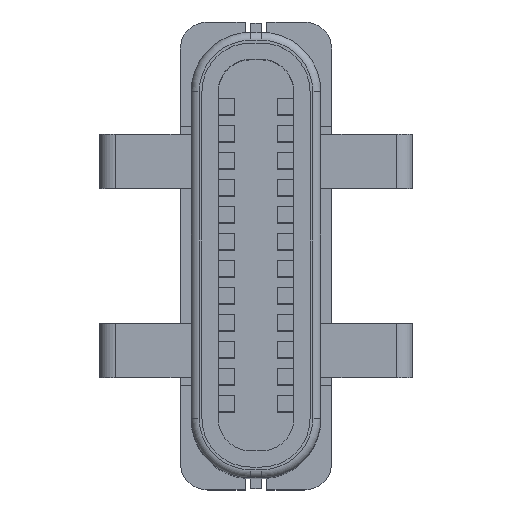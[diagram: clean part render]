
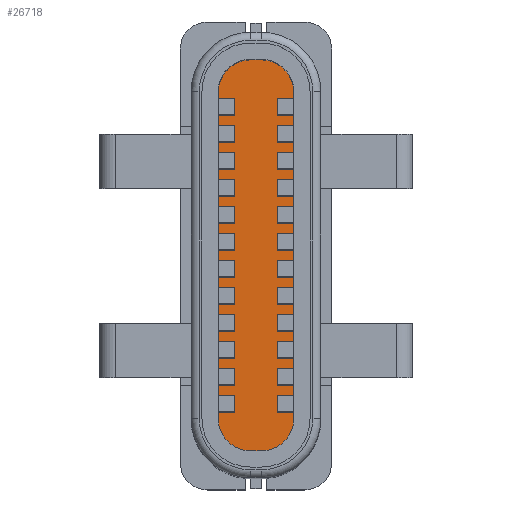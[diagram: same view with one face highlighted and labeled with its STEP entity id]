
A CAD part, top view. The second image highlights one B-rep face of the part: STEP entity #26718.
In plain terms, the highlighted planar face has unit normal (0, 0, 1).
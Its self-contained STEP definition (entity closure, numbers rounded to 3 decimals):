
#522 = AXIS2_PLACEMENT_3D ( 'NONE', #37087, #8764, #35033 ) ;
#2356 = AXIS2_PLACEMENT_3D ( 'NONE', #5747, #18126, #39849 ) ;
#2582 = DIRECTION ( 'NONE',  ( 0., 0., 1. ) ) ;
#2881 = DIRECTION ( 'NONE',  ( 0., 0., 1. ) ) ;
#2982 = VERTEX_POINT ( 'NONE', #17985 ) ;
#3238 = ORIENTED_EDGE ( 'NONE', *, *, #4086, .T. ) ;
#4086 = EDGE_CURVE ( 'NONE', #12683, #26052, #12896, .T. ) ;
#4116 = LINE ( 'NONE', #9912, #13216 ) ;
#5721 = FACE_OUTER_BOUND ( 'NONE', #18521, .T. ) ;
#5747 = CARTESIAN_POINT ( 'NONE',  ( 0.1, -3.025, 3.8 ) ) ;
#8599 = CARTESIAN_POINT ( 'NONE',  ( -0.1, -3.625, 3.8 ) ) ;
#8764 = DIRECTION ( 'NONE',  ( 0., 0., 1. ) ) ;
#9318 = ORIENTED_EDGE ( 'NONE', *, *, #32470, .T. ) ;
#9677 = VERTEX_POINT ( 'NONE', #13581 ) ;
#9912 = CARTESIAN_POINT ( 'NONE',  ( -0.7, 3.025, 3.8 ) ) ;
#10391 = DIRECTION ( 'NONE',  ( -1., 0., 0. ) ) ;
#10948 = ORIENTED_EDGE ( 'NONE', *, *, #31171, .T. ) ;
#11326 = VERTEX_POINT ( 'NONE', #24984 ) ;
#11525 = EDGE_CURVE ( 'NONE', #15535, #21396, #27158, .T. ) ;
#12283 = AXIS2_PLACEMENT_3D ( 'NONE', #18279, #2881, #15464 ) ;
#12673 = VERTEX_POINT ( 'NONE', #35111 ) ;
#12683 = VERTEX_POINT ( 'NONE', #26340 ) ;
#12896 = LINE ( 'NONE', #32718, #31570 ) ;
#13216 = VECTOR ( 'NONE', #16699, 1000. ) ;
#13581 = CARTESIAN_POINT ( 'NONE',  ( 0.7, 3.025, 3.8 ) ) ;
#14392 = LINE ( 'NONE', #36516, #32633 ) ;
#14639 = CIRCLE ( 'NONE', #27121, 0.6 ) ;
#15033 = DIRECTION ( 'NONE',  ( 0., 0., 1. ) ) ;
#15464 = DIRECTION ( 'NONE',  ( 1., 0., 0. ) ) ;
#15535 = VERTEX_POINT ( 'NONE', #18354 ) ;
#16049 = AXIS2_PLACEMENT_3D ( 'NONE', #40377, #2582, #33550 ) ;
#16699 = DIRECTION ( 'NONE',  ( 0., -1., 0. ) ) ;
#17985 = CARTESIAN_POINT ( 'NONE',  ( 0.7, -3.025, 3.8 ) ) ;
#18126 = DIRECTION ( 'NONE',  ( 0., 0., 1. ) ) ;
#18279 = CARTESIAN_POINT ( 'NONE',  ( -0.1, 3.025, 3.8 ) ) ;
#18354 = CARTESIAN_POINT ( 'NONE',  ( -0.1, -3.625, 3.8 ) ) ;
#18521 = EDGE_LOOP ( 'NONE', ( #3238, #19055, #9318, #29860, #26894, #36968, #25903, #10948 ) ) ;
#18820 = CARTESIAN_POINT ( 'NONE',  ( -0.1, 3.625, 3.8 ) ) ;
#19055 = ORIENTED_EDGE ( 'NONE', *, *, #39746, .T. ) ;
#20743 = DIRECTION ( 'NONE',  ( 0., 1., 0. ) ) ;
#21396 = VERTEX_POINT ( 'NONE', #29303 ) ;
#21950 = CIRCLE ( 'NONE', #16049, 0.6 ) ;
#24984 = CARTESIAN_POINT ( 'NONE',  ( -0.7, 3.025, 3.8 ) ) ;
#25730 = EDGE_CURVE ( 'NONE', #2982, #9677, #14392, .T. ) ;
#25903 = ORIENTED_EDGE ( 'NONE', *, *, #25730, .T. ) ;
#26052 = VERTEX_POINT ( 'NONE', #18820 ) ;
#26175 = EDGE_CURVE ( 'NONE', #21396, #2982, #35997, .T. ) ;
#26340 = CARTESIAN_POINT ( 'NONE',  ( 0.1, 3.625, 3.8 ) ) ;
#26718 = ADVANCED_FACE ( 'NONE', ( #5721 ), #37551, .T. ) ;
#26894 = ORIENTED_EDGE ( 'NONE', *, *, #11525, .T. ) ;
#27121 = AXIS2_PLACEMENT_3D ( 'NONE', #40681, #15033, #27592 ) ;
#27158 = LINE ( 'NONE', #8599, #40595 ) ;
#27592 = DIRECTION ( 'NONE',  ( 1., 0., 0. ) ) ;
#29303 = CARTESIAN_POINT ( 'NONE',  ( 0.1, -3.625, 3.8 ) ) ;
#29860 = ORIENTED_EDGE ( 'NONE', *, *, #36730, .T. ) ;
#31171 = EDGE_CURVE ( 'NONE', #9677, #12683, #14639, .T. ) ;
#31570 = VECTOR ( 'NONE', #10391, 1000. ) ;
#32470 = EDGE_CURVE ( 'NONE', #11326, #12673, #4116, .T. ) ;
#32633 = VECTOR ( 'NONE', #20743, 1000. ) ;
#32718 = CARTESIAN_POINT ( 'NONE',  ( 0.1, 3.625, 3.8 ) ) ;
#33550 = DIRECTION ( 'NONE',  ( 1., 0., 0. ) ) ;
#35033 = DIRECTION ( 'NONE',  ( 1., 0., 0. ) ) ;
#35111 = CARTESIAN_POINT ( 'NONE',  ( -0.7, -3.025, 3.8 ) ) ;
#35997 = CIRCLE ( 'NONE', #2356, 0.6 ) ;
#36516 = CARTESIAN_POINT ( 'NONE',  ( 0.7, -3.025, 3.8 ) ) ;
#36730 = EDGE_CURVE ( 'NONE', #12673, #15535, #37448, .T. ) ;
#36968 = ORIENTED_EDGE ( 'NONE', *, *, #26175, .T. ) ;
#37087 = CARTESIAN_POINT ( 'NONE',  ( -0.1, -3.025, 3.8 ) ) ;
#37448 = CIRCLE ( 'NONE', #522, 0.6 ) ;
#37551 = PLANE ( 'NONE',  #12283 ) ;
#39746 = EDGE_CURVE ( 'NONE', #26052, #11326, #21950, .T. ) ;
#39801 = DIRECTION ( 'NONE',  ( 1., 0., 0. ) ) ;
#39849 = DIRECTION ( 'NONE',  ( 1., 0., 0. ) ) ;
#40377 = CARTESIAN_POINT ( 'NONE',  ( -0.1, 3.025, 3.8 ) ) ;
#40595 = VECTOR ( 'NONE', #39801, 1000. ) ;
#40681 = CARTESIAN_POINT ( 'NONE',  ( 0.1, 3.025, 3.8 ) ) ;
